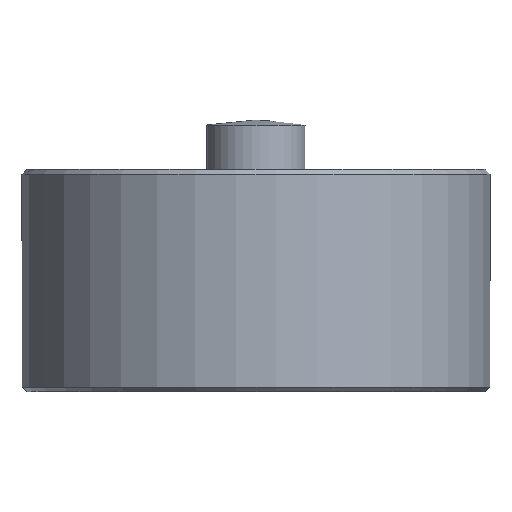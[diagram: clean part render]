
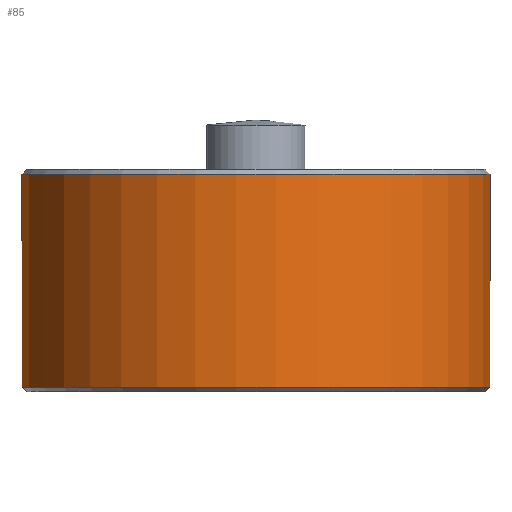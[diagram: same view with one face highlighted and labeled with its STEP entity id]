
A CAD part, front view. The second image highlights one B-rep face of the part: STEP entity #85.
In plain terms, the highlighted cylindrical face has radius 9.5 mm (diameter 19 mm), a full revolution.
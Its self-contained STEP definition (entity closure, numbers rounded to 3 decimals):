
#85 = ADVANCED_FACE( '', ( #225, #226, #227 ), #228, .T. );
#225 = FACE_BOUND( '', #460, .T. );
#226 = FACE_OUTER_BOUND( '', #461, .T. );
#227 = FACE_OUTER_BOUND( '', #462, .T. );
#228 = CYLINDRICAL_SURFACE( '', #463, 9.5 );
#460 = EDGE_LOOP( '', ( #694 ) );
#461 = EDGE_LOOP( '', ( #695 ) );
#462 = EDGE_LOOP( '', ( #696 ) );
#463 = AXIS2_PLACEMENT_3D( '', #697, #698, #699 );
#694 = ORIENTED_EDGE( '', *, *, #1078, .F. );
#695 = ORIENTED_EDGE( '', *, *, #1079, .T. );
#696 = ORIENTED_EDGE( '', *, *, #1080, .T. );
#697 = CARTESIAN_POINT( '', ( 0., 0., 13.5 ) );
#698 = DIRECTION( '', ( 0., 0., -1. ) );
#699 = DIRECTION( '', ( 0.707, -0.707, 0. ) );
#1078 = EDGE_CURVE( '', #1223, #1223, #1224, .T. );
#1079 = EDGE_CURVE( '', #1225, #1225, #1226, .T. );
#1080 = EDGE_CURVE( '', #1227, #1227, #1228, .T. );
#1223 = VERTEX_POINT( '', #1418 );
#1224 = B_SPLINE_CURVE_WITH_KNOTS( '', 3, ( #1419, #1420, #1421, #1422, #1423, #1424, #1425, #1426, #1427, #1428, #1429, #1430, #1431, #1432, #1433, #1434, #1435, #1436, #1437, #1438, #1439, #1440, #1441, #1442, #1443, #1444, #1445, #1446, #1447, #1448, #1449, #1450, #1451, #1452, #1453, #1454, #1455, #1456, #1457, #1458, #1459, #1460, #1461, #1462, #1463, #1464, #1465, #1466, #1467, #1468, #1469, #1470, #1471, #1472, #1473, #1474 ), .UNSPECIFIED., .T., .F., ( 2, 2, 2, 2, 2, 2, 2, 2, 2, 2, 2, 2, 2, 2, 2, 2, 2, 2, 2, 2, 2, 2, 2, 2, 2, 2, 2, 2, 2, 2 ), ( 0., 0., 0., 0.001, 0.001, 0.002, 0.002, 0.003, 0.003, 0.004, 0.004, 0.005, 0.005, 0.006, 0.006, 0.007, 0.007, 0.008, 0.008, 0.009, 0.009, 0.01, 0.01, 0.011, 0.011, 0.012, 0.012, 0.013, 0.013, 0.014 ), .UNSPECIFIED. );
#1225 = VERTEX_POINT( '', #1475 );
#1226 = CIRCLE( '', #1476, 9.5 );
#1227 = VERTEX_POINT( '', #1477 );
#1228 = CIRCLE( '', #1478, 9.5 );
#1418 = CARTESIAN_POINT( '', ( 2.125, 9.259, 4.5 ) );
#1419 = CARTESIAN_POINT( '', ( 2.125, 9.259, 4.641 ) );
#1420 = CARTESIAN_POINT( '', ( 2.125, 9.259, 4.359 ) );
#1421 = CARTESIAN_POINT( '', ( 2.111, 9.262, 4.221 ) );
#1422 = CARTESIAN_POINT( '', ( 2.057, 9.275, 3.949 ) );
#1423 = CARTESIAN_POINT( '', ( 2.016, 9.284, 3.813 ) );
#1424 = CARTESIAN_POINT( '', ( 1.909, 9.306, 3.556 ) );
#1425 = CARTESIAN_POINT( '', ( 1.844, 9.32, 3.434 ) );
#1426 = CARTESIAN_POINT( '', ( 1.69, 9.349, 3.204 ) );
#1427 = CARTESIAN_POINT( '', ( 1.6, 9.365, 3.095 ) );
#1428 = CARTESIAN_POINT( '', ( 1.307, 9.412, 2.802 ) );
#1429 = CARTESIAN_POINT( '', ( 1.071, 9.443, 2.644 ) );
#1430 = CARTESIAN_POINT( '', ( 0.687, 9.476, 2.485 ) );
#1431 = CARTESIAN_POINT( '', ( 0.553, 9.485, 2.443 ) );
#1432 = CARTESIAN_POINT( '', ( 0.279, 9.497, 2.389 ) );
#1433 = CARTESIAN_POINT( '', ( 0.14, 9.5, 2.375 ) );
#1434 = CARTESIAN_POINT( '', ( -0.138, 9.5, 2.375 ) );
#1435 = CARTESIAN_POINT( '', ( -0.279, 9.497, 2.389 ) );
#1436 = CARTESIAN_POINT( '', ( -0.552, 9.485, 2.443 ) );
#1437 = CARTESIAN_POINT( '', ( -0.685, 9.476, 2.483 ) );
#1438 = CARTESIAN_POINT( '', ( -1.071, 9.443, 2.644 ) );
#1439 = CARTESIAN_POINT( '', ( -1.305, 9.412, 2.8 ) );
#1440 = CARTESIAN_POINT( '', ( -1.601, 9.365, 3.096 ) );
#1441 = CARTESIAN_POINT( '', ( -1.689, 9.349, 3.203 ) );
#1442 = CARTESIAN_POINT( '', ( -1.842, 9.32, 3.432 ) );
#1443 = CARTESIAN_POINT( '', ( -1.909, 9.306, 3.557 ) );
#1444 = CARTESIAN_POINT( '', ( -2.016, 9.284, 3.813 ) );
#1445 = CARTESIAN_POINT( '', ( -2.056, 9.275, 3.946 ) );
#1446 = CARTESIAN_POINT( '', ( -2.111, 9.263, 4.219 ) );
#1447 = CARTESIAN_POINT( '', ( -2.125, 9.259, 4.36 ) );
#1448 = CARTESIAN_POINT( '', ( -2.125, 9.259, 4.777 ) );
#1449 = CARTESIAN_POINT( '', ( -2.069, 9.273, 5.057 ) );
#1450 = CARTESIAN_POINT( '', ( -1.91, 9.306, 5.441 ) );
#1451 = CARTESIAN_POINT( '', ( -1.844, 9.32, 5.566 ) );
#1452 = CARTESIAN_POINT( '', ( -1.689, 9.349, 5.797 ) );
#1453 = CARTESIAN_POINT( '', ( -1.602, 9.365, 5.903 ) );
#1454 = CARTESIAN_POINT( '', ( -1.406, 9.396, 6.099 ) );
#1455 = CARTESIAN_POINT( '', ( -1.297, 9.412, 6.189 ) );
#1456 = CARTESIAN_POINT( '', ( -1.067, 9.441, 6.343 ) );
#1457 = CARTESIAN_POINT( '', ( -0.946, 9.454, 6.408 ) );
#1458 = CARTESIAN_POINT( '', ( -0.558, 9.487, 6.569 ) );
#1459 = CARTESIAN_POINT( '', ( -0.282, 9.5, 6.625 ) );
#1460 = CARTESIAN_POINT( '', ( 0.139, 9.5, 6.625 ) );
#1461 = CARTESIAN_POINT( '', ( 0.277, 9.497, 6.611 ) );
#1462 = CARTESIAN_POINT( '', ( 0.55, 9.485, 6.557 ) );
#1463 = CARTESIAN_POINT( '', ( 0.685, 9.476, 6.516 ) );
#1464 = CARTESIAN_POINT( '', ( 0.942, 9.454, 6.41 ) );
#1465 = CARTESIAN_POINT( '', ( 1.064, 9.441, 6.345 ) );
#1466 = CARTESIAN_POINT( '', ( 1.296, 9.412, 6.19 ) );
#1467 = CARTESIAN_POINT( '', ( 1.404, 9.396, 6.101 ) );
#1468 = CARTESIAN_POINT( '', ( 1.697, 9.349, 5.809 ) );
#1469 = CARTESIAN_POINT( '', ( 1.855, 9.318, 5.572 ) );
#1470 = CARTESIAN_POINT( '', ( 2.015, 9.284, 5.189 ) );
#1471 = CARTESIAN_POINT( '', ( 2.056, 9.275, 5.054 ) );
#1472 = CARTESIAN_POINT( '', ( 2.111, 9.263, 4.78 ) );
#1473 = CARTESIAN_POINT( '', ( 2.125, 9.259, 4.641 ) );
#1474 = CARTESIAN_POINT( '', ( 2.125, 9.259, 4.359 ) );
#1475 = CARTESIAN_POINT( '', ( 6.718, -6.718, 0.2 ) );
#1476 = AXIS2_PLACEMENT_3D( '', #1678, #1679, #1680 );
#1477 = CARTESIAN_POINT( '', ( -6.718, 6.718, 8.8 ) );
#1478 = AXIS2_PLACEMENT_3D( '', #1681, #1682, #1683 );
#1678 = CARTESIAN_POINT( '', ( 0., 0., 0.2 ) );
#1679 = DIRECTION( '', ( 0., 0., 1. ) );
#1680 = DIRECTION( '', ( 0.707, -0.707, 0. ) );
#1681 = CARTESIAN_POINT( '', ( 0., 0., 8.8 ) );
#1682 = DIRECTION( '', ( 0., 0., -1. ) );
#1683 = DIRECTION( '', ( -0.707, 0.707, 0. ) );
